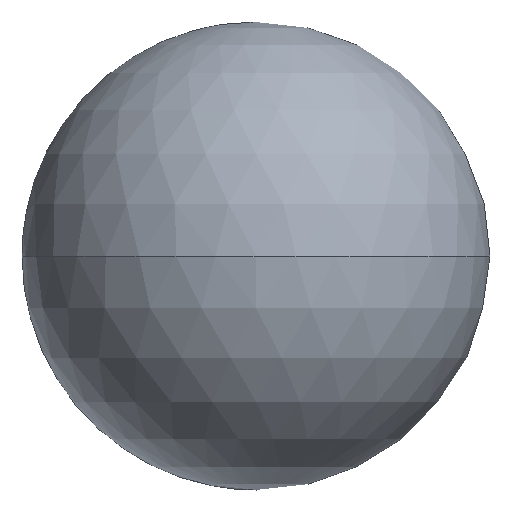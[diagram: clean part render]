
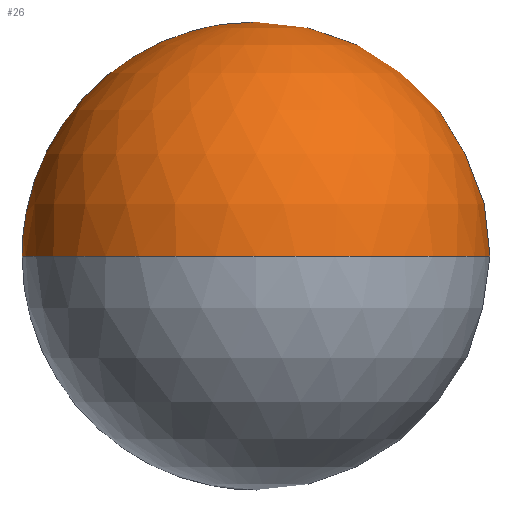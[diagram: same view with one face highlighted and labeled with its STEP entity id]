
A CAD part, left-side view. The second image highlights one B-rep face of the part: STEP entity #26.
In plain terms, the highlighted spherical face has radius 16 mm.
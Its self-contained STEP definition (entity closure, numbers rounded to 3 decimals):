
#7 = DIRECTION ( 'NONE',  ( -1., 0., 0. ) ) ;
#26 = ADVANCED_FACE ( 'NONE', ( #77 ), #414, .T. ) ;
#32 = CARTESIAN_POINT ( 'NONE',  ( 16., 0., 0. ) ) ;
#45 = VERTEX_POINT ( 'NONE', #372 ) ;
#72 = DIRECTION ( 'NONE',  ( 0., 0., -1. ) ) ;
#77 = FACE_OUTER_BOUND ( 'NONE', #264, .T. ) ;
#81 = ORIENTED_EDGE ( 'NONE', *, *, #145, .T. ) ;
#105 = EDGE_CURVE ( 'NONE', #441, #45, #159, .T. ) ;
#130 = CARTESIAN_POINT ( 'NONE',  ( 29.5, 0., 0. ) ) ;
#145 = EDGE_CURVE ( 'NONE', #410, #45, #515, .T. ) ;
#158 = CARTESIAN_POINT ( 'NONE',  ( 16., 0., 0. ) ) ;
#159 = CIRCLE ( 'NONE', #192, 16. ) ;
#176 = CARTESIAN_POINT ( 'NONE',  ( 29.5, 8.588, 0. ) ) ;
#178 = AXIS2_PLACEMENT_3D ( 'NONE', #549, #463, #199 ) ;
#192 = AXIS2_PLACEMENT_3D ( 'NONE', #158, #72, #333 ) ;
#199 = DIRECTION ( 'NONE',  ( 0., 1., 0. ) ) ;
#219 = AXIS2_PLACEMENT_3D ( 'NONE', #130, #7, #351 ) ;
#264 = EDGE_LOOP ( 'NONE', ( #543, #286, #81 ) ) ;
#286 = ORIENTED_EDGE ( 'NONE', *, *, #399, .T. ) ;
#333 = DIRECTION ( 'NONE',  ( 0., 1., 0. ) ) ;
#351 = DIRECTION ( 'NONE',  ( 0., 0., 1. ) ) ;
#372 = CARTESIAN_POINT ( 'NONE',  ( 0., 0., 0. ) ) ;
#388 = DIRECTION ( 'NONE',  ( 0., 0., 1. ) ) ;
#399 = EDGE_CURVE ( 'NONE', #441, #410, #452, .T. ) ;
#410 = VERTEX_POINT ( 'NONE', #176 ) ;
#414 = SPHERICAL_SURFACE ( 'NONE', #178, 16. ) ;
#428 = DIRECTION ( 'NONE',  ( 1., 0., 0. ) ) ;
#441 = VERTEX_POINT ( 'NONE', #524 ) ;
#452 = CIRCLE ( 'NONE', #219, 8.588 ) ;
#463 = DIRECTION ( 'NONE',  ( 0., 0., -1. ) ) ;
#515 = CIRCLE ( 'NONE', #532, 16. ) ;
#524 = CARTESIAN_POINT ( 'NONE',  ( 29.5, -8.588, 0. ) ) ;
#532 = AXIS2_PLACEMENT_3D ( 'NONE', #32, #388, #428 ) ;
#543 = ORIENTED_EDGE ( 'NONE', *, *, #105, .F. ) ;
#549 = CARTESIAN_POINT ( 'NONE',  ( 16., 0., 0. ) ) ;
